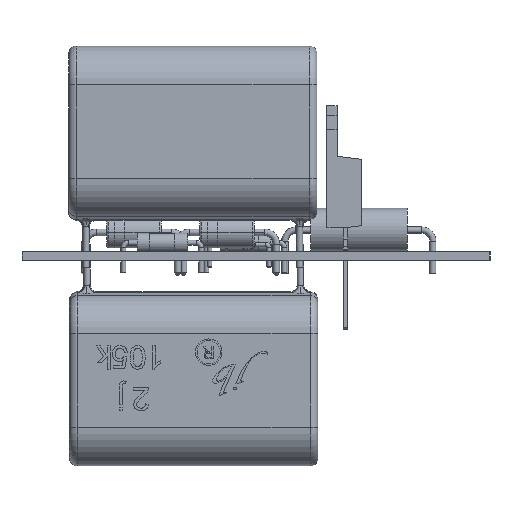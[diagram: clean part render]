
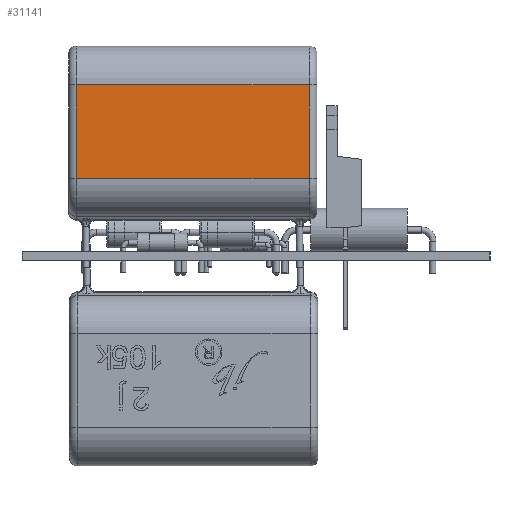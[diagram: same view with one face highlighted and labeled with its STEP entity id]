
A CAD part, front view. The second image highlights one B-rep face of the part: STEP entity #31141.
In plain terms, the highlighted planar face has unit normal (0, -1, 0).
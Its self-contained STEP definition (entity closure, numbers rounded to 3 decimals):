
#31141 = ADVANCED_FACE('',(#31142),#31176,.F.);
#31142 = FACE_BOUND('',#31143,.T.);
#31143 = EDGE_LOOP('',(#31144,#31154,#31162,#31170));
#31144 = ORIENTED_EDGE('',*,*,#31145,.T.);
#31145 = EDGE_CURVE('',#31146,#31148,#31150,.T.);
#31146 = VERTEX_POINT('',#31147);
#31147 = CARTESIAN_POINT('',(46.84,-0.82,
    21.5));
#31148 = VERTEX_POINT('',#31149);
#31149 = CARTESIAN_POINT('',(16.84,-0.82,
    21.5));
#31150 = LINE('',#31151,#31152);
#31151 = CARTESIAN_POINT('',(15.84,-0.82,
    21.5));
#31152 = VECTOR('',#31153,1.);
#31153 = DIRECTION('',(-1.,0.,0.));
#31154 = ORIENTED_EDGE('',*,*,#31155,.T.);
#31155 = EDGE_CURVE('',#31148,#31156,#31158,.T.);
#31156 = VERTEX_POINT('',#31157);
#31157 = CARTESIAN_POINT('',(16.84,-0.82,
    9.442));
#31158 = LINE('',#31159,#31160);
#31159 = CARTESIAN_POINT('',(16.84,-0.82,
    4.));
#31160 = VECTOR('',#31161,1.);
#31161 = DIRECTION('',(0.,0.,-1.));
#31162 = ORIENTED_EDGE('',*,*,#31163,.T.);
#31163 = EDGE_CURVE('',#31156,#31164,#31166,.T.);
#31164 = VERTEX_POINT('',#31165);
#31165 = CARTESIAN_POINT('',(46.84,-0.82,
    9.442));
#31166 = LINE('',#31167,#31168);
#31167 = CARTESIAN_POINT('',(47.84,-0.82,
    9.442));
#31168 = VECTOR('',#31169,1.);
#31169 = DIRECTION('',(1.,0.,0.));
#31170 = ORIENTED_EDGE('',*,*,#31171,.T.);
#31171 = EDGE_CURVE('',#31164,#31146,#31172,.T.);
#31172 = LINE('',#31173,#31174);
#31173 = CARTESIAN_POINT('',(46.84,-0.82,
    4.));
#31174 = VECTOR('',#31175,1.);
#31175 = DIRECTION('',(0.,0.,1.));
#31176 = PLANE('',#31177);
#31177 = AXIS2_PLACEMENT_3D('',#31178,#31179,#31180);
#31178 = CARTESIAN_POINT('',(47.84,-0.82,
    4.));
#31179 = DIRECTION('',(0.,1.,0.));
#31180 = DIRECTION('',(0.,0.,-1.));
